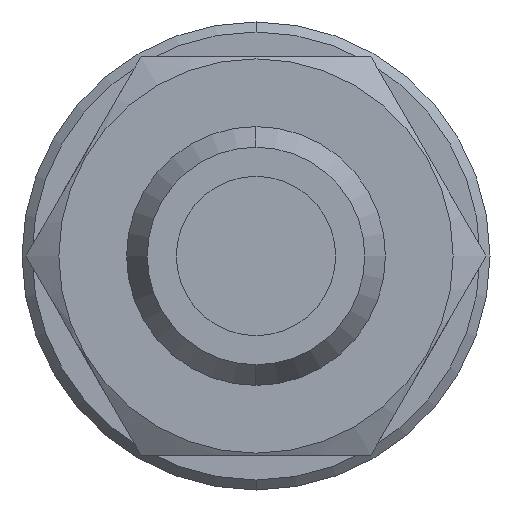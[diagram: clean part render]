
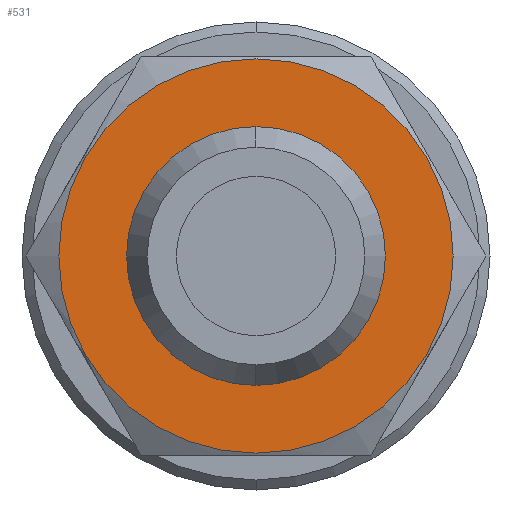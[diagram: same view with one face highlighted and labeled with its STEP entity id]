
A CAD part, front view. The second image highlights one B-rep face of the part: STEP entity #531.
In plain terms, the highlighted planar face has unit normal (0, -1, 0).
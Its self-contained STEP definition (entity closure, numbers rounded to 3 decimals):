
#4 = EDGE_CURVE ( 'NONE', #9, #8, #540, .T. ) ;
#8 = VERTEX_POINT ( 'NONE', #533 ) ;
#9 = VERTEX_POINT ( 'NONE', #532 ) ;
#79 = VERTEX_POINT ( 'NONE', #768 ) ;
#80 = EDGE_CURVE ( 'NONE', #108, #79, #767, .T. ) ;
#108 = VERTEX_POINT ( 'NONE', #744 ) ;
#510 = EDGE_CURVE ( 'NONE', #79, #108, #1584, .T. ) ;
#531 = ADVANCED_FACE ( 'NONE', ( #1679, #1682 ), #1676, .T. ) ;
#532 = CARTESIAN_POINT ( 'NONE',  ( 0., -16.5, -6.5 ) ) ;
#533 = CARTESIAN_POINT ( 'NONE',  ( 0., -16.5, 6.5 ) ) ;
#537 = DIRECTION ( 'NONE',  ( 0., 0., -1. ) ) ;
#538 = DIRECTION ( 'NONE',  ( 0., -1., 0. ) ) ;
#539 = AXIS2_PLACEMENT_3D ( 'NONE', #608, #538, #537 ) ;
#540 = CIRCLE ( 'NONE', #539, 6.5 ) ;
#597 = ORIENTED_EDGE ( 'NONE', *, *, #510, .T. ) ;
#598 = ORIENTED_EDGE ( 'NONE', *, *, #80, .T. ) ;
#599 = EDGE_CURVE ( 'NONE', #8, #9, #1776, .T. ) ;
#608 = CARTESIAN_POINT ( 'NONE',  ( 0., -16.5, 0. ) ) ;
#627 = EDGE_LOOP ( 'NONE', ( #597, #598 ) ) ;
#654 = EDGE_LOOP ( 'NONE', ( #655, #656 ) ) ;
#655 = ORIENTED_EDGE ( 'NONE', *, *, #4, .F. ) ;
#656 = ORIENTED_EDGE ( 'NONE', *, *, #599, .F. ) ;
#744 = CARTESIAN_POINT ( 'NONE',  ( 0., -16.5, -9.9 ) ) ;
#763 = DIRECTION ( 'NONE',  ( 0., 0., -1. ) ) ;
#764 = DIRECTION ( 'NONE',  ( 0., -1., 0. ) ) ;
#765 = CARTESIAN_POINT ( 'NONE',  ( 0., -16.5, 0. ) ) ;
#766 = AXIS2_PLACEMENT_3D ( 'NONE', #765, #764, #763 ) ;
#767 = CIRCLE ( 'NONE', #766, 9.9 ) ;
#768 = CARTESIAN_POINT ( 'NONE',  ( 0., -16.5, 9.9 ) ) ;
#1584 = CIRCLE ( 'NONE', #1755, 9.9 ) ;
#1588 = CARTESIAN_POINT ( 'NONE',  ( 0., -16.5, 0. ) ) ;
#1662 = DIRECTION ( 'NONE',  ( 0., 0., -1. ) ) ;
#1676 = PLANE ( 'NONE',  #1681 ) ;
#1677 = DIRECTION ( 'NONE',  ( 0., -1., 0. ) ) ;
#1678 = CARTESIAN_POINT ( 'NONE',  ( 9.9, -16.5, 0. ) ) ;
#1679 = FACE_OUTER_BOUND ( 'NONE', #627, .T. ) ;
#1681 = AXIS2_PLACEMENT_3D ( 'NONE', #1678, #1677, #1662 ) ;
#1682 = FACE_BOUND ( 'NONE', #654, .T. ) ;
#1753 = DIRECTION ( 'NONE',  ( 0., 0., -1. ) ) ;
#1754 = DIRECTION ( 'NONE',  ( 0., -1., 0. ) ) ;
#1755 = AXIS2_PLACEMENT_3D ( 'NONE', #1588, #1754, #1753 ) ;
#1772 = DIRECTION ( 'NONE',  ( 0., 0., -1. ) ) ;
#1773 = DIRECTION ( 'NONE',  ( 0., -1., 0. ) ) ;
#1774 = CARTESIAN_POINT ( 'NONE',  ( 0., -16.5, 0. ) ) ;
#1775 = AXIS2_PLACEMENT_3D ( 'NONE', #1774, #1773, #1772 ) ;
#1776 = CIRCLE ( 'NONE', #1775, 6.5 ) ;
